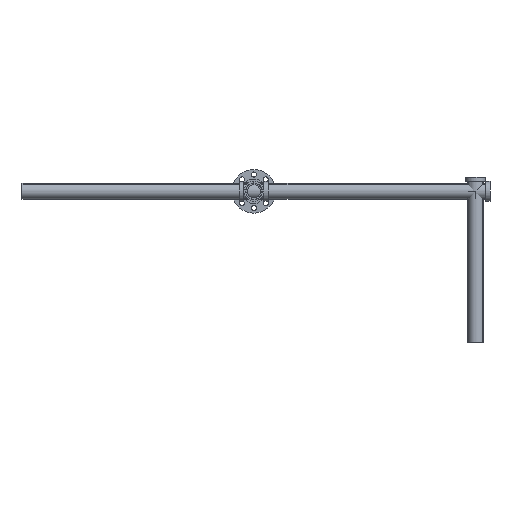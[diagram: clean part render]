
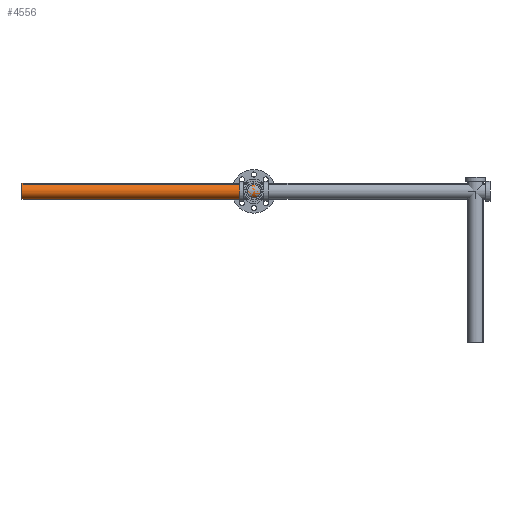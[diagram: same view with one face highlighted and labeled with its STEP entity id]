
A CAD part, left-side view. The second image highlights one B-rep face of the part: STEP entity #4556.
In plain terms, the highlighted cylindrical face has radius 30.15 mm (diameter 60.3 mm), a full revolution.
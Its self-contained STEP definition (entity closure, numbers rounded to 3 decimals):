
#4556 = ADVANCED_FACE('',(#4557),#4570,.T.);
#4557 = FACE_BOUND('',#4558,.T.);
#4558 = EDGE_LOOP('',(#4559,#4593,#4616,#4643));
#4559 = ORIENTED_EDGE('',*,*,#4560,.F.);
#4560 = EDGE_CURVE('',#4561,#4561,#4563,.T.);
#4561 = VERTEX_POINT('',#4562);
#4562 = CARTESIAN_POINT('',(30.15,914.4,0.));
#4563 = SURFACE_CURVE('',#4564,(#4569,#4581),.PCURVE_S1.);
#4564 = CIRCLE('',#4565,30.15);
#4565 = AXIS2_PLACEMENT_3D('',#4566,#4567,#4568);
#4566 = CARTESIAN_POINT('',(0.,914.4,0.));
#4567 = DIRECTION('',(-0.,1.,0.));
#4568 = DIRECTION('',(1.,0.,0.));
#4569 = PCURVE('',#4570,#4575);
#4570 = CYLINDRICAL_SURFACE('',#4571,30.15);
#4571 = AXIS2_PLACEMENT_3D('',#4572,#4573,#4574);
#4572 = CARTESIAN_POINT('',(0.,0.,0.));
#4573 = DIRECTION('',(0.,1.,0.));
#4574 = DIRECTION('',(1.,0.,0.));
#4575 = DEFINITIONAL_REPRESENTATION('',(#4576),#4580);
#4576 = LINE('',#4577,#4578);
#4577 = CARTESIAN_POINT('',(0.,914.4));
#4578 = VECTOR('',#4579,1.);
#4579 = DIRECTION('',(1.,0.));
#4580 = ( GEOMETRIC_REPRESENTATION_CONTEXT(2) 
PARAMETRIC_REPRESENTATION_CONTEXT() REPRESENTATION_CONTEXT('2D SPACE',''
  ) );
#4581 = PCURVE('',#4582,#4587);
#4582 = PLANE('',#4583);
#4583 = AXIS2_PLACEMENT_3D('',#4584,#4585,#4586);
#4584 = CARTESIAN_POINT('',(0.,914.4,0.));
#4585 = DIRECTION('',(0.,1.,0.));
#4586 = DIRECTION('',(1.,0.,0.));
#4587 = DEFINITIONAL_REPRESENTATION('',(#4588),#4592);
#4588 = CIRCLE('',#4589,30.15);
#4589 = AXIS2_PLACEMENT_2D('',#4590,#4591);
#4590 = CARTESIAN_POINT('',(0.,0.));
#4591 = DIRECTION('',(1.,0.));
#4592 = ( GEOMETRIC_REPRESENTATION_CONTEXT(2) 
PARAMETRIC_REPRESENTATION_CONTEXT() REPRESENTATION_CONTEXT('2D SPACE',''
  ) );
#4593 = ORIENTED_EDGE('',*,*,#4594,.F.);
#4594 = EDGE_CURVE('',#4595,#4561,#4597,.T.);
#4595 = VERTEX_POINT('',#4596);
#4596 = CARTESIAN_POINT('',(30.15,0.,0.
    ));
#4597 = SEAM_CURVE('',#4598,(#4602,#4609),.PCURVE_S1.);
#4598 = LINE('',#4599,#4600);
#4599 = CARTESIAN_POINT('',(30.15,0.,0.
    ));
#4600 = VECTOR('',#4601,1.);
#4601 = DIRECTION('',(0.,1.,0.));
#4602 = PCURVE('',#4570,#4603);
#4603 = DEFINITIONAL_REPRESENTATION('',(#4604),#4608);
#4604 = LINE('',#4605,#4606);
#4605 = CARTESIAN_POINT('',(6.283,-0.));
#4606 = VECTOR('',#4607,1.);
#4607 = DIRECTION('',(0.,1.));
#4608 = ( GEOMETRIC_REPRESENTATION_CONTEXT(2) 
PARAMETRIC_REPRESENTATION_CONTEXT() REPRESENTATION_CONTEXT('2D SPACE',''
  ) );
#4609 = PCURVE('',#4570,#4610);
#4610 = DEFINITIONAL_REPRESENTATION('',(#4611),#4615);
#4611 = LINE('',#4612,#4613);
#4612 = CARTESIAN_POINT('',(0.,-0.));
#4613 = VECTOR('',#4614,1.);
#4614 = DIRECTION('',(0.,1.));
#4615 = ( GEOMETRIC_REPRESENTATION_CONTEXT(2) 
PARAMETRIC_REPRESENTATION_CONTEXT() REPRESENTATION_CONTEXT('2D SPACE',''
  ) );
#4616 = ORIENTED_EDGE('',*,*,#4617,.T.);
#4617 = EDGE_CURVE('',#4595,#4595,#4618,.T.);
#4618 = SURFACE_CURVE('',#4619,(#4624,#4631),.PCURVE_S1.);
#4619 = CIRCLE('',#4620,30.15);
#4620 = AXIS2_PLACEMENT_3D('',#4621,#4622,#4623);
#4621 = CARTESIAN_POINT('',(0.,0.,0.));
#4622 = DIRECTION('',(-0.,1.,0.));
#4623 = DIRECTION('',(1.,0.,0.));
#4624 = PCURVE('',#4570,#4625);
#4625 = DEFINITIONAL_REPRESENTATION('',(#4626),#4630);
#4626 = LINE('',#4627,#4628);
#4627 = CARTESIAN_POINT('',(0.,0.));
#4628 = VECTOR('',#4629,1.);
#4629 = DIRECTION('',(1.,0.));
#4630 = ( GEOMETRIC_REPRESENTATION_CONTEXT(2) 
PARAMETRIC_REPRESENTATION_CONTEXT() REPRESENTATION_CONTEXT('2D SPACE',''
  ) );
#4631 = PCURVE('',#4632,#4637);
#4632 = PLANE('',#4633);
#4633 = AXIS2_PLACEMENT_3D('',#4634,#4635,#4636);
#4634 = CARTESIAN_POINT('',(0.,0.,0.));
#4635 = DIRECTION('',(0.,1.,0.));
#4636 = DIRECTION('',(1.,0.,0.));
#4637 = DEFINITIONAL_REPRESENTATION('',(#4638),#4642);
#4638 = CIRCLE('',#4639,30.15);
#4639 = AXIS2_PLACEMENT_2D('',#4640,#4641);
#4640 = CARTESIAN_POINT('',(0.,0.));
#4641 = DIRECTION('',(1.,0.));
#4642 = ( GEOMETRIC_REPRESENTATION_CONTEXT(2) 
PARAMETRIC_REPRESENTATION_CONTEXT() REPRESENTATION_CONTEXT('2D SPACE',''
  ) );
#4643 = ORIENTED_EDGE('',*,*,#4594,.T.);
